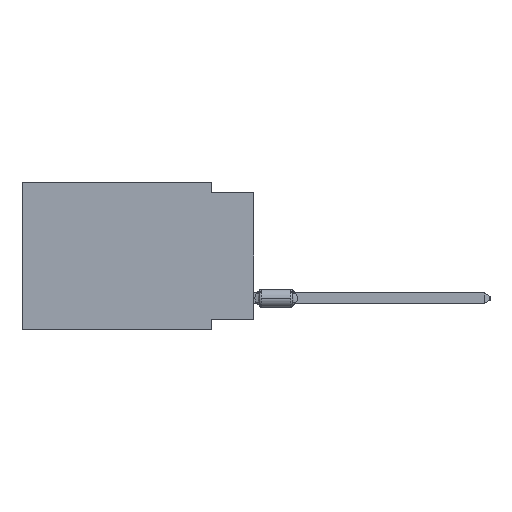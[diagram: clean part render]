
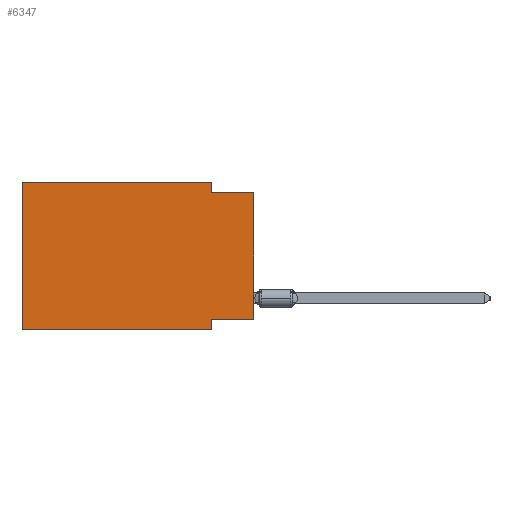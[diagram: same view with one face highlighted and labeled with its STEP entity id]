
A CAD part, left-side view. The second image highlights one B-rep face of the part: STEP entity #6347.
In plain terms, the highlighted planar face has unit normal (-1, 0, 0).
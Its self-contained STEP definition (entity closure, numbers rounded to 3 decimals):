
#149 = CARTESIAN_POINT ( 'NONE',  ( 0., 13.97, -8.89 ) ) ;
#262 = VECTOR ( 'NONE', #2037, 1000. ) ;
#895 = DIRECTION ( 'NONE',  ( 0., 0., -1. ) ) ;
#1700 = PLANE ( 'NONE',  #5512 ) ;
#1734 = ORIENTED_EDGE ( 'NONE', *, *, #11319, .F. ) ;
#1748 = EDGE_CURVE ( 'NONE', #10226, #24959, #23667, .T. ) ;
#2037 = DIRECTION ( 'NONE',  ( 0., -1., 0. ) ) ;
#2303 = CARTESIAN_POINT ( 'NONE',  ( 0., 13.97, 0. ) ) ;
#2507 = VECTOR ( 'NONE', #15545, 1000. ) ;
#2958 = CARTESIAN_POINT ( 'NONE',  ( 0., 2.54, -8.89 ) ) ;
#3022 = VECTOR ( 'NONE', #7389, 1000. ) ;
#5389 = CARTESIAN_POINT ( 'NONE',  ( 0., 13.97, 0. ) ) ;
#5512 = AXIS2_PLACEMENT_3D ( 'NONE', #7601, #15544, #25713 ) ;
#6091 = VECTOR ( 'NONE', #13627, 1000. ) ;
#6347 = ADVANCED_FACE ( 'NONE', ( #25462 ), #1700, .F. ) ;
#6381 = CARTESIAN_POINT ( 'NONE',  ( 0., 0., -0.635 ) ) ;
#6512 = ORIENTED_EDGE ( 'NONE', *, *, #1748, .F. ) ;
#6695 = CARTESIAN_POINT ( 'NONE',  ( 0., 2.54, 0. ) ) ;
#6896 = DIRECTION ( 'NONE',  ( 0., -1., 0. ) ) ;
#7296 = CARTESIAN_POINT ( 'NONE',  ( 0., 2.54, 0. ) ) ;
#7308 = DIRECTION ( 'NONE',  ( 0., 0., 1. ) ) ;
#7389 = DIRECTION ( 'NONE',  ( 0., 0., -1. ) ) ;
#7570 = EDGE_LOOP ( 'NONE', ( #22808, #21383, #24208, #20991, #6512, #22339, #1734, #7625 ) ) ;
#7601 = CARTESIAN_POINT ( 'NONE',  ( 0., 13.97, 0. ) ) ;
#7602 = CARTESIAN_POINT ( 'NONE',  ( 0., 0., -8.255 ) ) ;
#7625 = ORIENTED_EDGE ( 'NONE', *, *, #9384, .F. ) ;
#7652 = VECTOR ( 'NONE', #7308, 1000. ) ;
#8271 = CARTESIAN_POINT ( 'NONE',  ( 0., 2.54, -8.89 ) ) ;
#8982 = VERTEX_POINT ( 'NONE', #15947 ) ;
#9313 = VECTOR ( 'NONE', #6896, 1000. ) ;
#9384 = EDGE_CURVE ( 'NONE', #10972, #8982, #9536, .T. ) ;
#9536 = LINE ( 'NONE', #7602, #2507 ) ;
#10226 = VERTEX_POINT ( 'NONE', #149 ) ;
#10672 = CARTESIAN_POINT ( 'NONE',  ( 0., 13.97, -8.89 ) ) ;
#10835 = CARTESIAN_POINT ( 'NONE',  ( 0., 0., 0. ) ) ;
#10972 = VERTEX_POINT ( 'NONE', #21220 ) ;
#11319 = EDGE_CURVE ( 'NONE', #8982, #23645, #19114, .T. ) ;
#11573 = LINE ( 'NONE', #19891, #17474 ) ;
#12403 = EDGE_CURVE ( 'NONE', #10972, #24741, #12784, .T. ) ;
#12784 = LINE ( 'NONE', #10835, #7652 ) ;
#12844 = EDGE_CURVE ( 'NONE', #10226, #23645, #24889, .T. ) ;
#13157 = LINE ( 'NONE', #7296, #14386 ) ;
#13627 = DIRECTION ( 'NONE',  ( 0., 0., 1. ) ) ;
#14241 = EDGE_CURVE ( 'NONE', #21018, #16259, #13157, .T. ) ;
#14386 = VECTOR ( 'NONE', #895, 1000. ) ;
#15544 = DIRECTION ( 'NONE',  ( 1., 0., 0. ) ) ;
#15545 = DIRECTION ( 'NONE',  ( 0., 1., 0. ) ) ;
#15947 = CARTESIAN_POINT ( 'NONE',  ( 0., 2.54, -8.255 ) ) ;
#16250 = LINE ( 'NONE', #2303, #262 ) ;
#16259 = VERTEX_POINT ( 'NONE', #19117 ) ;
#17399 = CARTESIAN_POINT ( 'NONE',  ( 0., 13.97, 0. ) ) ;
#17474 = VECTOR ( 'NONE', #17929, 1000. ) ;
#17929 = DIRECTION ( 'NONE',  ( 0., -1., 0. ) ) ;
#18764 = EDGE_CURVE ( 'NONE', #16259, #24741, #11573, .T. ) ;
#19114 = LINE ( 'NONE', #2958, #3022 ) ;
#19117 = CARTESIAN_POINT ( 'NONE',  ( 0., 2.54, -0.635 ) ) ;
#19891 = CARTESIAN_POINT ( 'NONE',  ( 0., 0., -0.635 ) ) ;
#20991 = ORIENTED_EDGE ( 'NONE', *, *, #23234, .F. ) ;
#21018 = VERTEX_POINT ( 'NONE', #6695 ) ;
#21220 = CARTESIAN_POINT ( 'NONE',  ( 0., 0., -8.255 ) ) ;
#21383 = ORIENTED_EDGE ( 'NONE', *, *, #18764, .F. ) ;
#22339 = ORIENTED_EDGE ( 'NONE', *, *, #12844, .T. ) ;
#22808 = ORIENTED_EDGE ( 'NONE', *, *, #12403, .T. ) ;
#23234 = EDGE_CURVE ( 'NONE', #24959, #21018, #16250, .T. ) ;
#23645 = VERTEX_POINT ( 'NONE', #8271 ) ;
#23667 = LINE ( 'NONE', #17399, #6091 ) ;
#24208 = ORIENTED_EDGE ( 'NONE', *, *, #14241, .F. ) ;
#24741 = VERTEX_POINT ( 'NONE', #6381 ) ;
#24889 = LINE ( 'NONE', #10672, #9313 ) ;
#24959 = VERTEX_POINT ( 'NONE', #5389 ) ;
#25462 = FACE_OUTER_BOUND ( 'NONE', #7570, .T. ) ;
#25713 = DIRECTION ( 'NONE',  ( 0., 0., -1. ) ) ;
